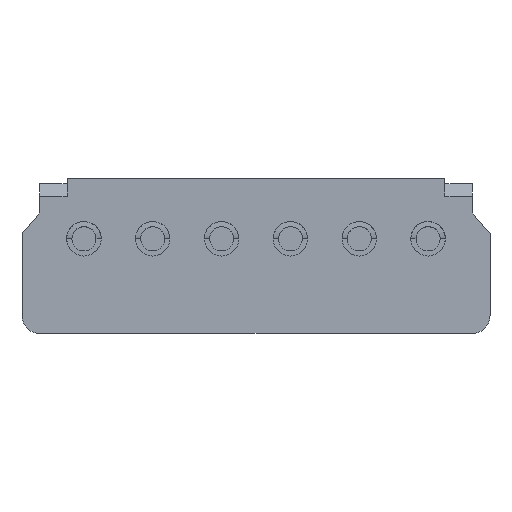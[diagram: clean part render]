
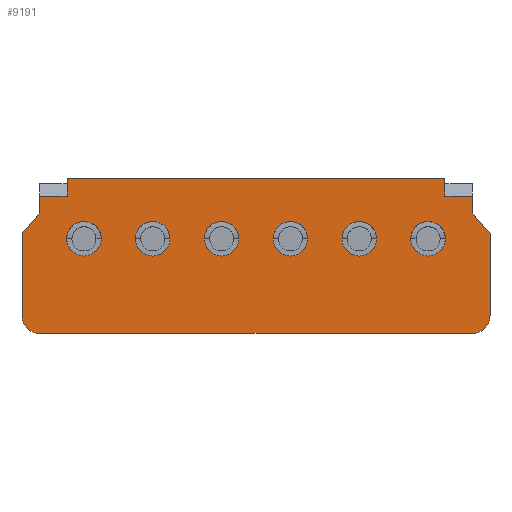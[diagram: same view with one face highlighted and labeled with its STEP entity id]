
A CAD part, front view. The second image highlights one B-rep face of the part: STEP entity #9191.
In plain terms, the highlighted planar face has unit normal (0, -1, 0).
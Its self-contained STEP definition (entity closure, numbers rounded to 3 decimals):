
#862=DIRECTION('',(0.,0.,-1.));
#863=VECTOR('',#862,0.49);
#864=CARTESIAN_POINT('',(-6.29,0.,1.74));
#865=LINE('',#864,#863);
#882=DIRECTION('',(-1.,0.,0.));
#883=VECTOR('',#882,0.8);
#884=CARTESIAN_POINT('',(-5.49,0.,1.74));
#885=LINE('',#884,#883);
#930=DIRECTION('',(1.,0.,0.));
#931=VECTOR('',#930,10.98);
#932=CARTESIAN_POINT('',(-5.49,0.,2.25));
#933=LINE('',#932,#931);
#962=DIRECTION('',(0.,0.,-1.));
#963=VECTOR('',#962,0.51);
#964=CARTESIAN_POINT('',(-5.49,0.,2.25));
#965=LINE('',#964,#963);
#970=DIRECTION('',(0.648,0.,0.762));
#971=VECTOR('',#970,0.787);
#972=CARTESIAN_POINT('',(-6.8,0.,0.65));
#973=LINE('',#972,#971);
#974=DIRECTION('',(0.648,0.,-0.762));
#975=VECTOR('',#974,0.787);
#976=CARTESIAN_POINT('',(6.29,0.,1.25));
#977=LINE('',#976,#975);
#978=CARTESIAN_POINT('',(6.29,0.,-1.74));
#979=DIRECTION('',(0.,1.,0.));
#980=DIRECTION('',(1.,0.,0.));
#981=AXIS2_PLACEMENT_3D('',#978,#979,#980);
#983=CARTESIAN_POINT('',(-6.29,0.,-1.74));
#984=DIRECTION('',(0.,1.,0.));
#985=DIRECTION('',(0.,0.,-1.));
#986=AXIS2_PLACEMENT_3D('',#983,#984,#985);
#988=CARTESIAN_POINT('',(-5.,0.,0.5));
#989=DIRECTION('',(0.,-1.,0.));
#990=DIRECTION('',(0.,0.,-1.));
#991=AXIS2_PLACEMENT_3D('',#988,#989,#990);
#993=CARTESIAN_POINT('',(-5.,0.,0.5));
#994=DIRECTION('',(0.,-1.,0.));
#995=DIRECTION('',(0.,0.,1.));
#996=AXIS2_PLACEMENT_3D('',#993,#994,#995);
#998=CARTESIAN_POINT('',(-3.,0.,0.5));
#999=DIRECTION('',(0.,-1.,0.));
#1000=DIRECTION('',(0.,0.,-1.));
#1001=AXIS2_PLACEMENT_3D('',#998,#999,#1000);
#1003=CARTESIAN_POINT('',(-3.,0.,0.5));
#1004=DIRECTION('',(0.,-1.,0.));
#1005=DIRECTION('',(0.,0.,1.));
#1006=AXIS2_PLACEMENT_3D('',#1003,#1004,#1005);
#1008=CARTESIAN_POINT('',(-1.,0.,0.5));
#1009=DIRECTION('',(0.,-1.,0.));
#1010=DIRECTION('',(0.,0.,-1.));
#1011=AXIS2_PLACEMENT_3D('',#1008,#1009,#1010);
#1013=CARTESIAN_POINT('',(-1.,0.,0.5));
#1014=DIRECTION('',(0.,-1.,0.));
#1015=DIRECTION('',(0.,0.,1.));
#1016=AXIS2_PLACEMENT_3D('',#1013,#1014,#1015);
#1018=CARTESIAN_POINT('',(1.,0.,0.5));
#1019=DIRECTION('',(0.,-1.,0.));
#1020=DIRECTION('',(0.,0.,-1.));
#1021=AXIS2_PLACEMENT_3D('',#1018,#1019,#1020);
#1023=CARTESIAN_POINT('',(1.,0.,0.5));
#1024=DIRECTION('',(0.,-1.,0.));
#1025=DIRECTION('',(0.,0.,1.));
#1026=AXIS2_PLACEMENT_3D('',#1023,#1024,#1025);
#1028=CARTESIAN_POINT('',(3.,0.,0.5));
#1029=DIRECTION('',(0.,-1.,0.));
#1030=DIRECTION('',(0.,0.,-1.));
#1031=AXIS2_PLACEMENT_3D('',#1028,#1029,#1030);
#1033=CARTESIAN_POINT('',(3.,0.,0.5));
#1034=DIRECTION('',(0.,-1.,0.));
#1035=DIRECTION('',(0.,0.,1.));
#1036=AXIS2_PLACEMENT_3D('',#1033,#1034,#1035);
#1038=CARTESIAN_POINT('',(5.,0.,0.5));
#1039=DIRECTION('',(0.,-1.,0.));
#1040=DIRECTION('',(0.,0.,-1.));
#1041=AXIS2_PLACEMENT_3D('',#1038,#1039,#1040);
#1043=CARTESIAN_POINT('',(5.,0.,0.5));
#1044=DIRECTION('',(0.,-1.,0.));
#1045=DIRECTION('',(0.,0.,1.));
#1046=AXIS2_PLACEMENT_3D('',#1043,#1044,#1045);
#1056=DIRECTION('',(0.,0.,1.));
#1057=VECTOR('',#1056,2.39);
#1058=CARTESIAN_POINT('',(-6.8,0.,-1.74));
#1059=LINE('',#1058,#1057);
#1085=DIRECTION('',(-1.,0.,0.));
#1086=VECTOR('',#1085,12.58);
#1087=CARTESIAN_POINT('',(6.29,0.,-2.25));
#1088=LINE('',#1087,#1086);
#1141=DIRECTION('',(0.,0.,1.));
#1142=VECTOR('',#1141,0.49);
#1143=CARTESIAN_POINT('',(6.29,0.,1.25));
#1144=LINE('',#1143,#1142);
#1165=DIRECTION('',(-1.,0.,0.));
#1166=VECTOR('',#1165,0.8);
#1167=CARTESIAN_POINT('',(6.29,0.,1.74));
#1168=LINE('',#1167,#1166);
#1189=DIRECTION('',(0.,0.,1.));
#1190=VECTOR('',#1189,0.51);
#1191=CARTESIAN_POINT('',(5.49,0.,1.74));
#1192=LINE('',#1191,#1190);
#1273=DIRECTION('',(0.,0.,-1.));
#1274=VECTOR('',#1273,2.39);
#1275=CARTESIAN_POINT('',(6.8,0.,0.65));
#1276=LINE('',#1275,#1274);
#7393=CARTESIAN_POINT('',(-6.8,0.,0.65));
#7394=CARTESIAN_POINT('',(-6.29,0.,1.25));
#7395=VERTEX_POINT('',#7393);
#7396=VERTEX_POINT('',#7394);
#7397=CARTESIAN_POINT('',(-6.8,0.,-1.74));
#7398=VERTEX_POINT('',#7397);
#7399=CARTESIAN_POINT('',(-6.29,0.,-2.25));
#7400=VERTEX_POINT('',#7399);
#7401=CARTESIAN_POINT('',(6.29,0.,-2.25));
#7402=VERTEX_POINT('',#7401);
#7403=CARTESIAN_POINT('',(6.8,0.,-1.74));
#7404=VERTEX_POINT('',#7403);
#7405=CARTESIAN_POINT('',(6.8,0.,0.65));
#7406=VERTEX_POINT('',#7405);
#7407=CARTESIAN_POINT('',(6.29,0.,1.25));
#7408=VERTEX_POINT('',#7407);
#7409=CARTESIAN_POINT('',(6.29,0.,1.74));
#7410=VERTEX_POINT('',#7409);
#7411=CARTESIAN_POINT('',(5.49,0.,1.74));
#7412=VERTEX_POINT('',#7411);
#7413=CARTESIAN_POINT('',(5.49,0.,2.25));
#7414=VERTEX_POINT('',#7413);
#7415=CARTESIAN_POINT('',(-5.49,0.,2.25));
#7416=VERTEX_POINT('',#7415);
#7417=CARTESIAN_POINT('',(-5.49,0.,1.74));
#7418=VERTEX_POINT('',#7417);
#7419=CARTESIAN_POINT('',(-6.29,0.,1.74));
#7420=VERTEX_POINT('',#7419);
#7827=CARTESIAN_POINT('',(-5.,0.,0.));
#7828=CARTESIAN_POINT('',(-5.,0.,1.));
#7829=VERTEX_POINT('',#7827);
#7830=VERTEX_POINT('',#7828);
#7835=CARTESIAN_POINT('',(-3.,0.,0.));
#7836=CARTESIAN_POINT('',(-3.,0.,1.));
#7837=VERTEX_POINT('',#7835);
#7838=VERTEX_POINT('',#7836);
#7843=CARTESIAN_POINT('',(-1.,0.,0.));
#7844=CARTESIAN_POINT('',(-1.,0.,1.));
#7845=VERTEX_POINT('',#7843);
#7846=VERTEX_POINT('',#7844);
#7851=CARTESIAN_POINT('',(1.,0.,0.));
#7852=CARTESIAN_POINT('',(1.,0.,1.));
#7853=VERTEX_POINT('',#7851);
#7854=VERTEX_POINT('',#7852);
#7859=CARTESIAN_POINT('',(3.,0.,0.));
#7860=CARTESIAN_POINT('',(3.,0.,1.));
#7861=VERTEX_POINT('',#7859);
#7862=VERTEX_POINT('',#7860);
#7867=CARTESIAN_POINT('',(5.,0.,0.));
#7868=CARTESIAN_POINT('',(5.,0.,1.));
#7869=VERTEX_POINT('',#7867);
#7870=VERTEX_POINT('',#7868);
#9124=CARTESIAN_POINT('',(0.,0.,0.));
#9125=DIRECTION('',(0.,1.,0.));
#9126=DIRECTION('',(1.,0.,0.));
#9127=AXIS2_PLACEMENT_3D('',#9124,#9125,#9126);
#9128=PLANE('',#9127);
#9130=ORIENTED_EDGE('',*,*,#9129,.T.);
#9131=ORIENTED_EDGE('',*,*,#8978,.F.);
#9132=ORIENTED_EDGE('',*,*,#9000,.F.);
#9133=ORIENTED_EDGE('',*,*,#9118,.F.);
#9134=ORIENTED_EDGE('',*,*,#9078,.T.);
#9136=ORIENTED_EDGE('',*,*,#9135,.F.);
#9138=ORIENTED_EDGE('',*,*,#9137,.F.);
#9140=ORIENTED_EDGE('',*,*,#9139,.F.);
#9142=ORIENTED_EDGE('',*,*,#9141,.T.);
#9144=ORIENTED_EDGE('',*,*,#9143,.T.);
#9146=ORIENTED_EDGE('',*,*,#9145,.T.);
#9148=ORIENTED_EDGE('',*,*,#9147,.T.);
#9150=ORIENTED_EDGE('',*,*,#9149,.T.);
#9152=ORIENTED_EDGE('',*,*,#9151,.T.);
#9153=EDGE_LOOP('',(#9130,#9131,#9132,#9133,#9134,#9136,#9138,#9140,#9142,#9144,
#9146,#9148,#9150,#9152));
#9154=FACE_OUTER_BOUND('',#9153,.F.);
#9156=ORIENTED_EDGE('',*,*,#9155,.T.);
#9158=ORIENTED_EDGE('',*,*,#9157,.T.);
#9159=EDGE_LOOP('',(#9156,#9158));
#9160=FACE_BOUND('',#9159,.F.);
#9162=ORIENTED_EDGE('',*,*,#9161,.T.);
#9164=ORIENTED_EDGE('',*,*,#9163,.T.);
#9165=EDGE_LOOP('',(#9162,#9164));
#9166=FACE_BOUND('',#9165,.F.);
#9168=ORIENTED_EDGE('',*,*,#9167,.T.);
#9170=ORIENTED_EDGE('',*,*,#9169,.T.);
#9171=EDGE_LOOP('',(#9168,#9170));
#9172=FACE_BOUND('',#9171,.F.);
#9174=ORIENTED_EDGE('',*,*,#9173,.T.);
#9176=ORIENTED_EDGE('',*,*,#9175,.T.);
#9177=EDGE_LOOP('',(#9174,#9176));
#9178=FACE_BOUND('',#9177,.F.);
#9180=ORIENTED_EDGE('',*,*,#9179,.T.);
#9182=ORIENTED_EDGE('',*,*,#9181,.T.);
#9183=EDGE_LOOP('',(#9180,#9182));
#9184=FACE_BOUND('',#9183,.F.);
#9186=ORIENTED_EDGE('',*,*,#9185,.T.);
#9188=ORIENTED_EDGE('',*,*,#9187,.T.);
#9189=EDGE_LOOP('',(#9186,#9188));
#9190=FACE_BOUND('',#9189,.F.);
#982=CIRCLE('',#981,0.51);
#987=CIRCLE('',#986,0.51);
#992=CIRCLE('',#991,0.5);
#997=CIRCLE('',#996,0.5);
#1002=CIRCLE('',#1001,0.5);
#1007=CIRCLE('',#1006,0.5);
#1012=CIRCLE('',#1011,0.5);
#1017=CIRCLE('',#1016,0.5);
#1022=CIRCLE('',#1021,0.5);
#1027=CIRCLE('',#1026,0.5);
#1032=CIRCLE('',#1031,0.5);
#1037=CIRCLE('',#1036,0.5);
#1042=CIRCLE('',#1041,0.5);
#1047=CIRCLE('',#1046,0.5);
#8978=EDGE_CURVE('',#7420,#7396,#865,.T.);
#9000=EDGE_CURVE('',#7418,#7420,#885,.T.);
#9078=EDGE_CURVE('',#7416,#7414,#933,.T.);
#9118=EDGE_CURVE('',#7416,#7418,#965,.T.);
#9129=EDGE_CURVE('',#7395,#7396,#973,.T.);
#9135=EDGE_CURVE('',#7412,#7414,#1192,.T.);
#9137=EDGE_CURVE('',#7410,#7412,#1168,.T.);
#9139=EDGE_CURVE('',#7408,#7410,#1144,.T.);
#9141=EDGE_CURVE('',#7408,#7406,#977,.T.);
#9143=EDGE_CURVE('',#7406,#7404,#1276,.T.);
#9145=EDGE_CURVE('',#7404,#7402,#982,.T.);
#9147=EDGE_CURVE('',#7402,#7400,#1088,.T.);
#9149=EDGE_CURVE('',#7400,#7398,#987,.T.);
#9151=EDGE_CURVE('',#7398,#7395,#1059,.T.);
#9155=EDGE_CURVE('',#7829,#7830,#992,.T.);
#9157=EDGE_CURVE('',#7830,#7829,#997,.T.);
#9161=EDGE_CURVE('',#7837,#7838,#1002,.T.);
#9163=EDGE_CURVE('',#7838,#7837,#1007,.T.);
#9167=EDGE_CURVE('',#7845,#7846,#1012,.T.);
#9169=EDGE_CURVE('',#7846,#7845,#1017,.T.);
#9173=EDGE_CURVE('',#7853,#7854,#1022,.T.);
#9175=EDGE_CURVE('',#7854,#7853,#1027,.T.);
#9179=EDGE_CURVE('',#7861,#7862,#1032,.T.);
#9181=EDGE_CURVE('',#7862,#7861,#1037,.T.);
#9185=EDGE_CURVE('',#7869,#7870,#1042,.T.);
#9187=EDGE_CURVE('',#7870,#7869,#1047,.T.);
#9191=ADVANCED_FACE('',(#9154,#9160,#9166,#9172,#9178,#9184,#9190),#9128,.F.);
